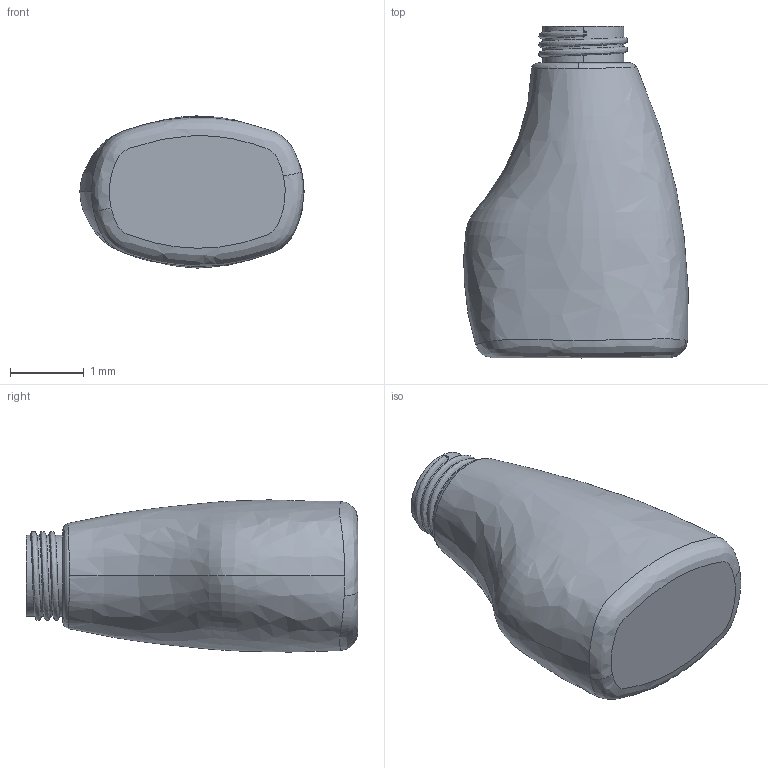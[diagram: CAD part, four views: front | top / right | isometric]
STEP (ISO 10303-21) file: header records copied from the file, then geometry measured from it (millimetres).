
FILE_DESCRIPTION (( 'STEP AP214' ), '1' );
FILE_NAME ('Part57.STEP', '2025-03-03T13:03:55', ( '' ), ( '' ), 'SwSTEP 2.0', 'SolidWorks 2024', '' );
FILE_SCHEMA (( 'AUTOMOTIVE_DESIGN' ));
Length unit declared in the file: millimetre
Products named in the file (1): Part57
Bounding box: 3.04 x 4.5 x 2.06 mm (x, y, z)
Volume: 2.7 mm3; surface area: 66.7 mm2
Topology: 1 solids, 1 shells, 37 faces, 108 edges, 73 vertices
Faces by surface type: bspline 13, cylinder 11, plane 5, cone 4, torus 4
Entity records: 7299 total; most frequent: CARTESIAN_POINT 6443, ORIENTED_EDGE 210, DIRECTION 122, EDGE_CURVE 105, VERTEX_POINT 73, B_SPLINE_CURVE_WITH_KNOTS 61, AXIS2_PLACEMENT_3D 53, EDGE_LOOP 40
